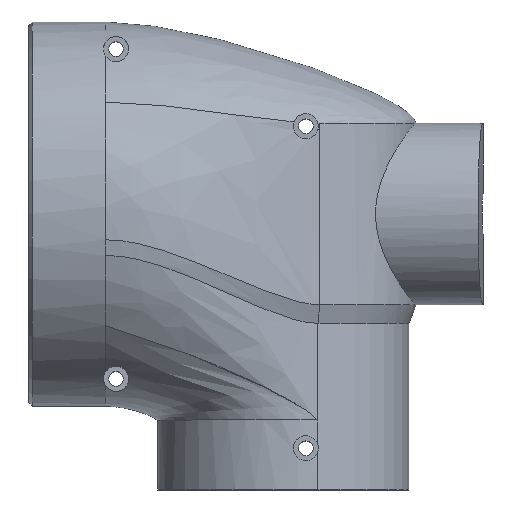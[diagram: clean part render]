
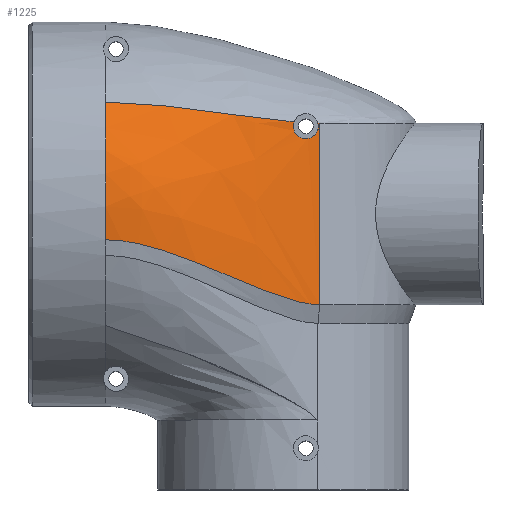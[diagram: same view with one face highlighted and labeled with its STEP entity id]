
A CAD part, top view. The second image highlights one B-rep face of the part: STEP entity #1225.
In plain terms, the highlighted free-form (B-spline) face has degree [3, 3] with [8, 4] control points.
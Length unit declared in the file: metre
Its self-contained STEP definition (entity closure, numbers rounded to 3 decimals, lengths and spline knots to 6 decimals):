
#28=LINE('',#1847,#116);
#116=VECTOR('',#1442,1.);
#204=B_SPLINE_SURFACE_WITH_KNOTS('',3,3,((#1794,#1795,#1796,#1797),(#1798,
#1799,#1800,#1801),(#1802,#1803,#1804,#1805),(#1806,#1807,#1808,#1809),
(#1810,#1811,#1812,#1813),(#1814,#1815,#1816,#1817),(#1818,#1819,#1820,
#1821),(#1822,#1823,#1824,#1825)),.UNSPECIFIED.,.F.,.F.,.F.,(4,1,1,1,1,
4),(4,4),(0.,0.019041,0.152326,0.304651,0.456977,
0.609303),(0.,1.),.UNSPECIFIED.);
#215=B_SPLINE_CURVE_WITH_KNOTS('',3,(#1745,#1746,#1747,#1748,#1749,#1750,
#1751,#1752,#1753,#1754),.UNSPECIFIED.,.F.,.F.,(4,1,1,1,1,1,1,4),(0.,
0.001703,0.003405,0.00681,0.008513,
0.010216,0.011918,0.013621),.UNSPECIFIED.);
#218=B_SPLINE_CURVE_WITH_KNOTS('',3,(#1826,#1827,#1828,#1829),
 .UNSPECIFIED.,.F.,.F.,(4,4),(0.,1.),.PIECEWISE_BEZIER_KNOTS.);
#219=B_SPLINE_CURVE_WITH_KNOTS('',3,(#1831,#1832,#1833,#1834),
 .UNSPECIFIED.,.F.,.F.,(4,4),(0.,1.),.PIECEWISE_BEZIER_KNOTS.);
#220=B_SPLINE_CURVE_WITH_KNOTS('',3,(#1836,#1837,#1838,#1839,#1840),
 .UNSPECIFIED.,.F.,.F.,(4,1,4),(0.728395,0.788612,0.848829),
 .UNSPECIFIED.);
#221=B_SPLINE_CURVE_WITH_KNOTS('',3,(#1842,#1843,#1844,#1845),
 .UNSPECIFIED.,.F.,.F.,(4,4),(0.,1.),.PIECEWISE_BEZIER_KNOTS.);
#311=ORIENTED_EDGE('',*,*,#676,.T.);
#312=ORIENTED_EDGE('',*,*,#670,.T.);
#313=ORIENTED_EDGE('',*,*,#677,.T.);
#314=ORIENTED_EDGE('',*,*,#678,.T.);
#315=ORIENTED_EDGE('',*,*,#679,.T.);
#316=ORIENTED_EDGE('',*,*,#680,.F.);
#670=EDGE_CURVE('',#854,#855,#215,.T.);
#676=EDGE_CURVE('',#861,#854,#218,.F.);
#677=EDGE_CURVE('',#855,#862,#219,.F.);
#678=EDGE_CURVE('',#862,#863,#220,.F.);
#679=EDGE_CURVE('',#863,#864,#221,.T.);
#680=EDGE_CURVE('',#861,#864,#28,.T.);
#854=VERTEX_POINT('',#1743);
#855=VERTEX_POINT('',#1744);
#861=VERTEX_POINT('',#1830);
#862=VERTEX_POINT('',#1835);
#863=VERTEX_POINT('',#1841);
#864=VERTEX_POINT('',#1846);
#1027=EDGE_LOOP('',(#311,#312,#313,#314,#315,#316));
#1114=FACE_BOUND('',#1027,.T.);
#1225=ADVANCED_FACE('',(#1114),#204,.T.);
#1442=DIRECTION('',(0.,-1.,0.));
#1743=CARTESIAN_POINT('',(0.060823,0.026002,0.036633));
#1744=CARTESIAN_POINT('',(0.05396,0.026346,0.038444));
#1745=CARTESIAN_POINT('',(0.060823,0.026002,0.036633));
#1746=CARTESIAN_POINT('',(0.060966,0.025447,0.036587));
#1747=CARTESIAN_POINT('',(0.060983,0.024279,0.036581));
#1748=CARTESIAN_POINT('',(0.059949,0.02218,0.036857));
#1749=CARTESIAN_POINT('',(0.057707,0.021215,0.037447));
#1750=CARTESIAN_POINT('',(0.055523,0.021841,0.03801));
#1751=CARTESIAN_POINT('',(0.054245,0.023004,0.038324));
#1752=CARTESIAN_POINT('',(0.053628,0.024643,0.038478));
#1753=CARTESIAN_POINT('',(0.053761,0.025807,0.038476));
#1754=CARTESIAN_POINT('',(0.05396,0.026346,0.038444));
#1794=CARTESIAN_POINT('',(0.,0.032,0.044733));
#1795=CARTESIAN_POINT('',(0.019556,0.032,0.044733));
#1796=CARTESIAN_POINT('',(0.045986,0.026,0.04114));
#1797=CARTESIAN_POINT('',(0.061338,0.026,0.036478));
#1798=CARTESIAN_POINT('',(0.,0.031647,0.044985));
#1799=CARTESIAN_POINT('',(0.019574,0.031647,0.044985));
#1800=CARTESIAN_POINT('',(0.045935,0.025458,0.041062));
#1801=CARTESIAN_POINT('',(0.061338,0.025458,0.036478));
#1802=CARTESIAN_POINT('',(0.,0.028803,0.046969));
#1803=CARTESIAN_POINT('',(0.01971,0.028803,0.046969));
#1804=CARTESIAN_POINT('',(0.045527,0.021125,0.040434));
#1805=CARTESIAN_POINT('',(0.061338,0.021125,0.036478));
#1806=CARTESIAN_POINT('',(0.,0.022744,0.050395));
#1807=CARTESIAN_POINT('',(0.019985,0.022744,0.050395));
#1808=CARTESIAN_POINT('',(0.045675,0.012458,0.041247));
#1809=CARTESIAN_POINT('',(0.061338,0.012458,0.036478));
#1810=CARTESIAN_POINT('',(0.,0.013292,0.053709));
#1811=CARTESIAN_POINT('',(0.020244,0.013292,0.053709));
#1812=CARTESIAN_POINT('',(0.045676,0.,0.040893));
#1813=CARTESIAN_POINT('',(0.061338,0.,0.036478));
#1814=CARTESIAN_POINT('',(0.,0.002955,0.05525));
#1815=CARTESIAN_POINT('',(0.020317,0.002955,0.05525));
#1816=CARTESIAN_POINT('',(0.04615,-0.013,0.040851));
#1817=CARTESIAN_POINT('',(0.061338,-0.013,0.036478));
#1818=CARTESIAN_POINT('',(0.,-0.004007,0.054963));
#1819=CARTESIAN_POINT('',(0.020225,-0.004007,0.054963));
#1820=CARTESIAN_POINT('',(0.046598,-0.021667,0.04071));
#1821=CARTESIAN_POINT('',(0.061338,-0.021667,0.036478));
#1822=CARTESIAN_POINT('',(0.,-0.007443,0.054494));
#1823=CARTESIAN_POINT('',(0.020186,-0.007443,0.054494));
#1824=CARTESIAN_POINT('',(0.046806,-0.026,0.040645));
#1825=CARTESIAN_POINT('',(0.061338,-0.026,0.036478));
#1826=CARTESIAN_POINT('',(0.,0.032,0.044733));
#1827=CARTESIAN_POINT('',(0.019556,0.032,0.044733));
#1828=CARTESIAN_POINT('',(0.045986,0.026,0.04114));
#1829=CARTESIAN_POINT('',(0.061338,0.026,0.036478));
#1830=CARTESIAN_POINT('',(0.061338,0.026,0.036478));
#1831=CARTESIAN_POINT('',(0.,0.032,0.044733));
#1832=CARTESIAN_POINT('',(0.019556,0.032,0.044733));
#1833=CARTESIAN_POINT('',(0.045986,0.026,0.04114));
#1834=CARTESIAN_POINT('',(0.061338,0.026,0.036478));
#1835=CARTESIAN_POINT('',(0.,0.032,0.044733));
#1836=CARTESIAN_POINT('',(0.,-0.007443,0.054494));
#1837=CARTESIAN_POINT('',(0.,-0.00057,0.055433));
#1838=CARTESIAN_POINT('',(0.,0.013532,0.054678));
#1839=CARTESIAN_POINT('',(0.,0.026358,0.048768));
#1840=CARTESIAN_POINT('',(0.,0.032,0.044733));
#1841=CARTESIAN_POINT('',(0.,-0.007443,0.054494));
#1842=CARTESIAN_POINT('',(0.,-0.007443,0.054494));
#1843=CARTESIAN_POINT('',(0.020186,-0.007443,0.054494));
#1844=CARTESIAN_POINT('',(0.046806,-0.026,0.040645));
#1845=CARTESIAN_POINT('',(0.061338,-0.026,0.036478));
#1846=CARTESIAN_POINT('',(0.061338,-0.026,0.036478));
#1847=CARTESIAN_POINT('',(0.061338,0.026,0.036478));
